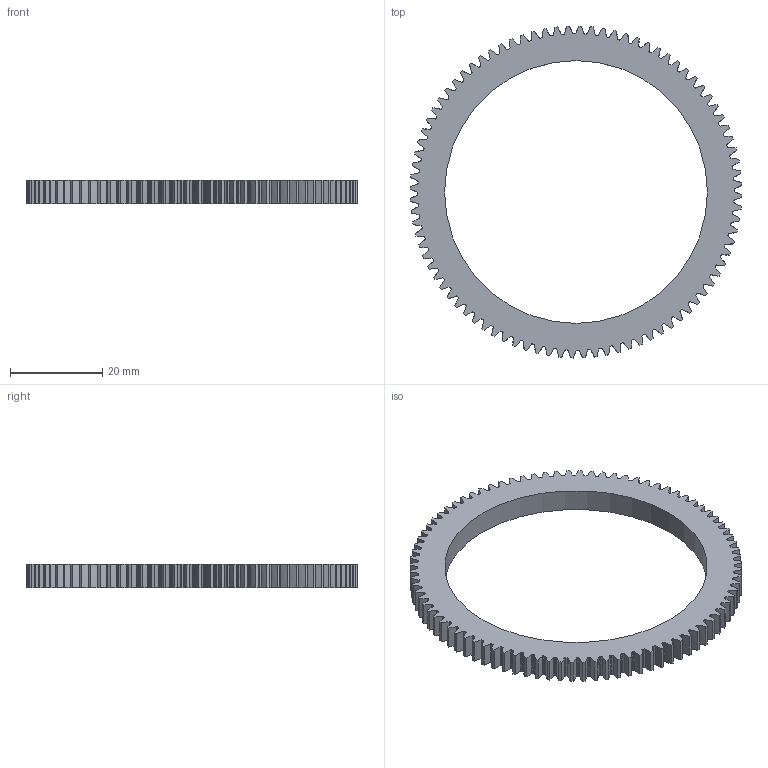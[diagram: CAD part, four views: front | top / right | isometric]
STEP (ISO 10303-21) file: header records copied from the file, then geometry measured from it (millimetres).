
FILE_DESCRIPTION(('Open CASCADE Model'),'2;1');
FILE_NAME('Open CASCADE Shape Model','2019-05-02T02:47:06',('Author'),( 'Open CASCADE'),'Open CASCADE STEP processor 7.1','Open CASCADE 7.1' ,'Unknown');
FILE_SCHEMA(('AUTOMOTIVE_DESIGN { 1 0 10303 214 1 1 1 1 }'));
Length unit declared in the file: millimetre
Products named in the file (1): Open CASCADE STEP translator 7.1 1
Bounding box: 71.99 x 71.99 x 5 mm (x, y, z)
Volume: 6643.3 mm3; surface area: 5675.8 mm2
Topology: 1 solids, 1 shells, 531 faces, 1587 edges, 1058 vertices
Faces by surface type: extrusion 528, plane 2, cylinder 1
Full cylindrical faces by diameter (mm): 57 x1
Entity records: 36550 total; most frequent: CARTESIAN_POINT 10763, DIRECTION 3185, ORIENTED_EDGE 3174, PCURVE 3174, DEFINITIONAL_REPRESENTATION 3174, VECTOR 3173, LINE 2645, EDGE_CURVE 1587
